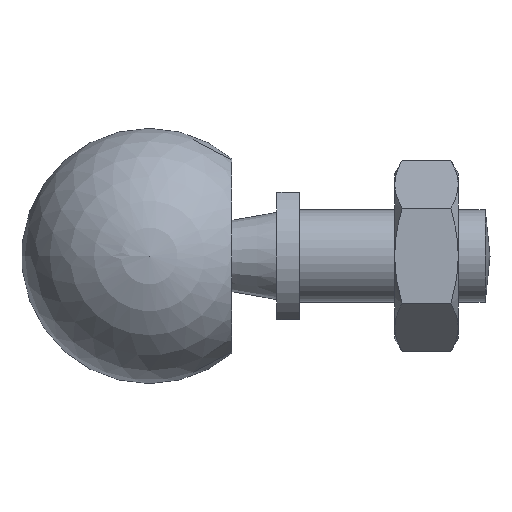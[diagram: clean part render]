
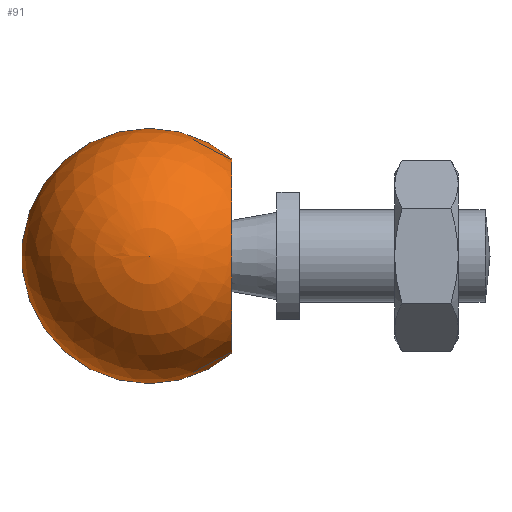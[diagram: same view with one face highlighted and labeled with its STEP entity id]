
A CAD part, left-side view. The second image highlights one B-rep face of the part: STEP entity #91.
In plain terms, the highlighted spherical face has radius 11.05 mm.
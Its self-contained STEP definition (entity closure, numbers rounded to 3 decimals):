
#91 = ADVANCED_FACE( '', ( #217, #218, #219 ), #220, .T. );
#217 = FACE_BOUND( '', #392, .T. );
#218 = FACE_OUTER_BOUND( '', #393, .T. );
#219 = FACE_BOUND( '', #394, .T. );
#220 = SPHERICAL_SURFACE( '', #395, 11.05 );
#392 = VERTEX_LOOP( '', #605 );
#393 = EDGE_LOOP( '', ( #606 ) );
#394 = EDGE_LOOP( '', ( #607 ) );
#395 = AXIS2_PLACEMENT_3D( '', #608, #609, #610 );
#605 = VERTEX_POINT( '', #914 );
#606 = ORIENTED_EDGE( '', *, *, #915, .F. );
#607 = ORIENTED_EDGE( '', *, *, #916, .T. );
#608 = CARTESIAN_POINT( '', ( 0., 0., 0. ) );
#609 = DIRECTION( '', ( 1., 0., 0. ) );
#610 = DIRECTION( '', ( 0., 1., 0. ) );
#914 = CARTESIAN_POINT( '', ( -11.05, 0., 0. ) );
#915 = EDGE_CURVE( '', #1073, #1073, #1074, .T. );
#916 = EDGE_CURVE( '', #1075, #1075, #1076, .F. );
#1073 = VERTEX_POINT( '', #1317 );
#1074 = CIRCLE( '', #1318, 6.979 );
#1075 = VERTEX_POINT( '', #1319 );
#1076 = CIRCLE( '', #1320, 8.425 );
#1317 = CARTESIAN_POINT( '', ( 8.567, 0., -6.979 ) );
#1318 = AXIS2_PLACEMENT_3D( '', #1556, #1557, #1558 );
#1319 = CARTESIAN_POINT( '', ( 0., -7.15, -8.425 ) );
#1320 = AXIS2_PLACEMENT_3D( '', #1559, #1560, #1561 );
#1556 = CARTESIAN_POINT( '', ( 8.567, 0., 0. ) );
#1557 = DIRECTION( '', ( 1., 0., 0. ) );
#1558 = DIRECTION( '', ( 0., 0., -1. ) );
#1559 = CARTESIAN_POINT( '', ( 0., -7.15, 0. ) );
#1560 = DIRECTION( '', ( 0., -1., 0. ) );
#1561 = DIRECTION( '', ( 0., 0., -1. ) );
